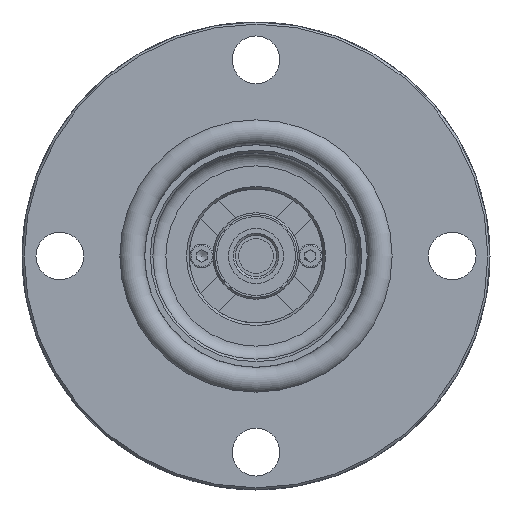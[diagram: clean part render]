
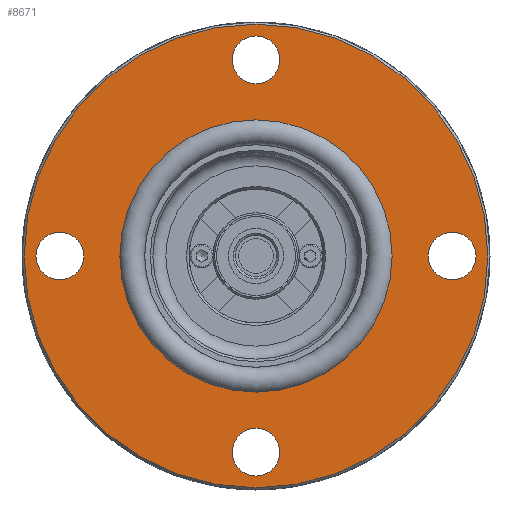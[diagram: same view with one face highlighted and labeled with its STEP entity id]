
A CAD part, left-side view. The second image highlights one B-rep face of the part: STEP entity #8671.
In plain terms, the highlighted planar face has unit normal (-1, 0, 0).
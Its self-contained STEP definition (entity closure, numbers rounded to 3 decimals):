
#283=FACE_BOUND('',#2787,.T.);
#284=FACE_BOUND('',#2788,.T.);
#285=FACE_BOUND('',#2789,.T.);
#286=FACE_BOUND('',#2790,.T.);
#287=FACE_BOUND('',#2791,.T.);
#1885=PLANE('',#9281);
#2273=FACE_OUTER_BOUND('',#2786,.T.);
#2786=EDGE_LOOP('',(#6295));
#2787=EDGE_LOOP('',(#6296,#6297));
#2788=EDGE_LOOP('',(#6298,#6299));
#2789=EDGE_LOOP('',(#6300,#6301));
#2790=EDGE_LOOP('',(#6302,#6303));
#2791=EDGE_LOOP('',(#6304,#6305));
#3344=CIRCLE('',#9270,53.475);
#3354=CIRCLE('',#9282,31.4);
#3355=CIRCLE('',#9283,31.4);
#3356=CIRCLE('',#9284,5.5);
#3357=CIRCLE('',#9285,5.5);
#3358=CIRCLE('',#9286,5.5);
#3359=CIRCLE('',#9287,5.5);
#3360=CIRCLE('',#9288,5.5);
#3361=CIRCLE('',#9289,5.5);
#3362=CIRCLE('',#9290,5.5);
#3363=CIRCLE('',#9291,5.5);
#3817=VERTEX_POINT('',#12222);
#3835=VERTEX_POINT('',#12262);
#3836=VERTEX_POINT('',#12263);
#3837=VERTEX_POINT('',#12266);
#3838=VERTEX_POINT('',#12267);
#3839=VERTEX_POINT('',#12270);
#3840=VERTEX_POINT('',#12271);
#3841=VERTEX_POINT('',#12274);
#3842=VERTEX_POINT('',#12275);
#3843=VERTEX_POINT('',#12278);
#3844=VERTEX_POINT('',#12279);
#4779=EDGE_CURVE('',#3817,#3817,#3344,.T.);
#4798=EDGE_CURVE('',#3835,#3836,#3354,.T.);
#4799=EDGE_CURVE('',#3836,#3835,#3355,.T.);
#4800=EDGE_CURVE('',#3837,#3838,#3356,.T.);
#4801=EDGE_CURVE('',#3838,#3837,#3357,.T.);
#4802=EDGE_CURVE('',#3839,#3840,#3358,.T.);
#4803=EDGE_CURVE('',#3840,#3839,#3359,.T.);
#4804=EDGE_CURVE('',#3841,#3842,#3360,.T.);
#4805=EDGE_CURVE('',#3842,#3841,#3361,.T.);
#4806=EDGE_CURVE('',#3843,#3844,#3362,.T.);
#4807=EDGE_CURVE('',#3844,#3843,#3363,.T.);
#6295=ORIENTED_EDGE('',*,*,#4779,.F.);
#6296=ORIENTED_EDGE('',*,*,#4798,.T.);
#6297=ORIENTED_EDGE('',*,*,#4799,.T.);
#6298=ORIENTED_EDGE('',*,*,#4800,.T.);
#6299=ORIENTED_EDGE('',*,*,#4801,.T.);
#6300=ORIENTED_EDGE('',*,*,#4802,.T.);
#6301=ORIENTED_EDGE('',*,*,#4803,.T.);
#6302=ORIENTED_EDGE('',*,*,#4804,.T.);
#6303=ORIENTED_EDGE('',*,*,#4805,.T.);
#6304=ORIENTED_EDGE('',*,*,#4806,.T.);
#6305=ORIENTED_EDGE('',*,*,#4807,.T.);
#8671=ADVANCED_FACE('',(#2273,#283,#284,#285,#286,#287),#1885,.T.);
#9270=AXIS2_PLACEMENT_3D('',#12224,#10231,#10232);
#9281=AXIS2_PLACEMENT_3D('',#12261,#10262,#10263);
#9282=AXIS2_PLACEMENT_3D('',#12264,#10264,#10265);
#9283=AXIS2_PLACEMENT_3D('',#12265,#10266,#10267);
#9284=AXIS2_PLACEMENT_3D('',#12268,#10268,#10269);
#9285=AXIS2_PLACEMENT_3D('',#12269,#10270,#10271);
#9286=AXIS2_PLACEMENT_3D('',#12272,#10272,#10273);
#9287=AXIS2_PLACEMENT_3D('',#12273,#10274,#10275);
#9288=AXIS2_PLACEMENT_3D('',#12276,#10276,#10277);
#9289=AXIS2_PLACEMENT_3D('',#12277,#10278,#10279);
#9290=AXIS2_PLACEMENT_3D('',#12280,#10280,#10281);
#9291=AXIS2_PLACEMENT_3D('',#12281,#10282,#10283);
#10231=DIRECTION('center_axis',(1.,0.,0.));
#10232=DIRECTION('ref_axis',(0.,-1.,0.));
#10262=DIRECTION('center_axis',(-1.,0.,0.));
#10263=DIRECTION('ref_axis',(0.,0.,1.));
#10264=DIRECTION('center_axis',(1.,0.,0.));
#10265=DIRECTION('ref_axis',(0.,1.,0.));
#10266=DIRECTION('center_axis',(1.,0.,0.));
#10267=DIRECTION('ref_axis',(0.,1.,0.));
#10268=DIRECTION('center_axis',(1.,0.,0.));
#10269=DIRECTION('ref_axis',(0.,1.,0.));
#10270=DIRECTION('center_axis',(1.,0.,0.));
#10271=DIRECTION('ref_axis',(0.,1.,0.));
#10272=DIRECTION('center_axis',(1.,0.,0.));
#10273=DIRECTION('ref_axis',(0.,0.,1.));
#10274=DIRECTION('center_axis',(1.,0.,0.));
#10275=DIRECTION('ref_axis',(0.,0.,1.));
#10276=DIRECTION('center_axis',(1.,0.,0.));
#10277=DIRECTION('ref_axis',(0.,-1.,0.));
#10278=DIRECTION('center_axis',(1.,0.,0.));
#10279=DIRECTION('ref_axis',(0.,-1.,0.));
#10280=DIRECTION('center_axis',(1.,0.,0.));
#10281=DIRECTION('ref_axis',(0.,0.,-1.));
#10282=DIRECTION('center_axis',(1.,0.,0.));
#10283=DIRECTION('ref_axis',(0.,0.,-1.));
#12222=CARTESIAN_POINT('',(-20.8,53.475,0.));
#12224=CARTESIAN_POINT('Origin',(-20.8,0.,0.));
#12261=CARTESIAN_POINT('Origin',(-20.8,42.688,0.));
#12262=CARTESIAN_POINT('',(-20.8,31.4,0.));
#12263=CARTESIAN_POINT('',(-20.8,-31.4,0.));
#12264=CARTESIAN_POINT('Origin',(-20.8,0.,0.));
#12265=CARTESIAN_POINT('Origin',(-20.8,0.,0.));
#12266=CARTESIAN_POINT('',(-20.8,5.5,45.25));
#12267=CARTESIAN_POINT('',(-20.8,-5.5,45.25));
#12268=CARTESIAN_POINT('Origin',(-20.8,0.,45.25));
#12269=CARTESIAN_POINT('Origin',(-20.8,0.,45.25));
#12270=CARTESIAN_POINT('',(-20.8,-45.25,5.5));
#12271=CARTESIAN_POINT('',(-20.8,-45.25,-5.5));
#12272=CARTESIAN_POINT('Origin',(-20.8,-45.25,0.));
#12273=CARTESIAN_POINT('Origin',(-20.8,-45.25,0.));
#12274=CARTESIAN_POINT('',(-20.8,-5.5,-45.25));
#12275=CARTESIAN_POINT('',(-20.8,5.5,-45.25));
#12276=CARTESIAN_POINT('Origin',(-20.8,0.,-45.25));
#12277=CARTESIAN_POINT('Origin',(-20.8,0.,-45.25));
#12278=CARTESIAN_POINT('',(-20.8,45.25,-5.5));
#12279=CARTESIAN_POINT('',(-20.8,45.25,5.5));
#12280=CARTESIAN_POINT('Origin',(-20.8,45.25,0.));
#12281=CARTESIAN_POINT('Origin',(-20.8,45.25,0.));
